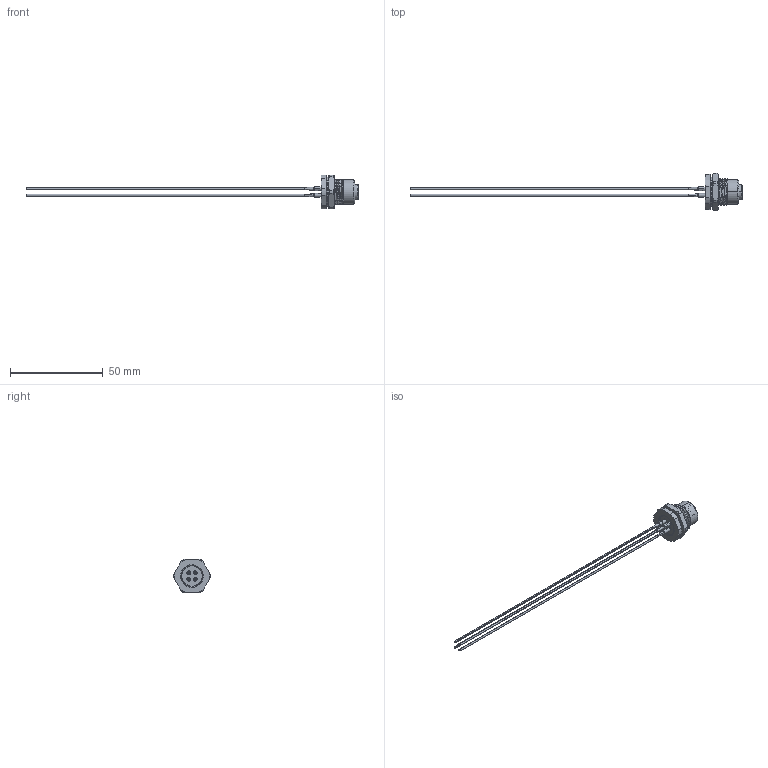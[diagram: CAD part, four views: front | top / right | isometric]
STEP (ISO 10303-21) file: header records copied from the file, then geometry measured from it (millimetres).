
FILE_DESCRIPTION (( 'STEP AP203' ), '1' );
FILE_NAME ('10-05260_revA.STEP', '2023-04-03T23:56:16', ( '' ), ( '' ), 'SwSTEP 2.0', 'SolidWorks 2021', '' );
FILE_SCHEMA (( 'CONFIG_CONTROL_DESIGN' ));
Length unit declared in the file: millimetre
Products named in the file (13): 30-01763_blunt cut; 10-05260_revA; 54-00241-01___; 54-00241-02___; 54-00241-05___; Heat shrink; 54-00241-04___; 54-00241; 54-00241-06___; 30-01762_blunt cut; 54-00241-03___; 30-01764_blunt cut; 30-01765_blunt cut
Assembly tree (18 placements, depth 3):
  10-05260_revA
    54-00241
      54-00241-01___
      54-00241-02___
      54-00241-03___  x4
      54-00241-06___
      54-00241-05___
      54-00241-04___
    30-01762_blunt cut
    Heat shrink  x4
    30-01764_blunt cut
    30-01763_blunt cut
    30-01765_blunt cut
Bounding box: 178.7 x 19.99 x 18 mm (x, y, z)
Volume: 3444.2 mm3; surface area: 19722.3 mm2
Topology: 177 solids, 177 shells, 1598 faces, 3558 edges, 2327 vertices
Faces by surface type: cylinder 870, plane 490, bspline 84, torus 83, cone 71
Entity records: 52750 total; most frequent: CARTESIAN_POINT 21359, DIRECTION 6655, ORIENTED_EDGE 5706, AXIS2_PLACEMENT_3D 2855, EDGE_CURVE 2853, VERTEX_POINT 1883, EDGE_LOOP 1664, CIRCLE 1568
